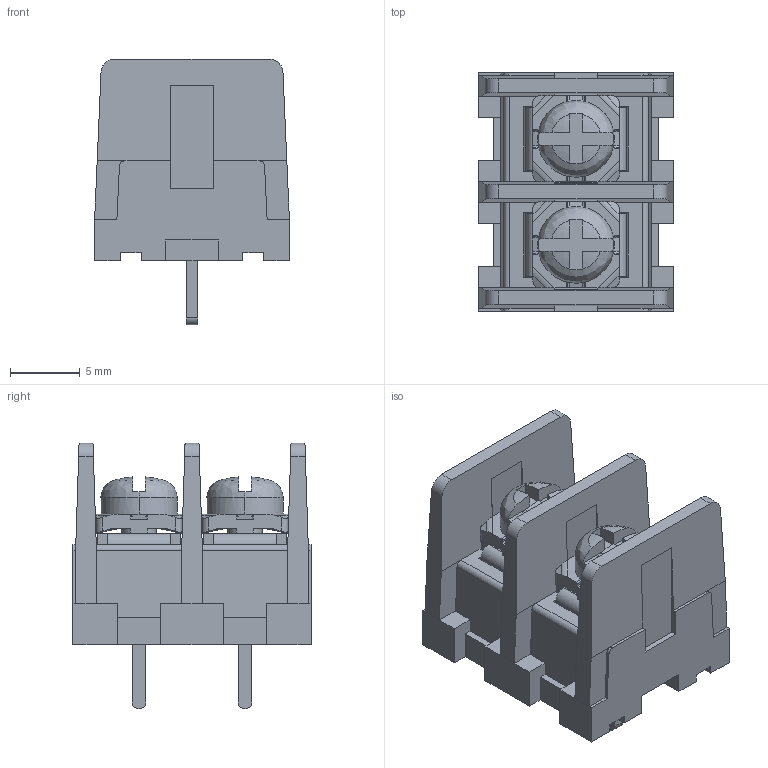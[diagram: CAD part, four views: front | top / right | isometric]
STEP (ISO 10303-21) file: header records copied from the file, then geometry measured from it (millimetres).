
FILE_DESCRIPTION (( 'STEP AP214' ), '1' );
FILE_NAME ('ML-40-S1BYF-2P_Shrinkwrap_1.STEP', '2018-01-24T05:43:58', ( '' ), ( '' ), 'SwSTEP 2.0', 'SolidWorks 2016', '' );
FILE_SCHEMA (( 'AUTOMOTIVE_DESIGN' ));
Length unit declared in the file: millimetre
Products named in the file (1): ML-40-S1BYF-2P_Shrinkwrap_1
Bounding box: 14 x 17.14 x 19.1 mm (x, y, z)
Volume: 1691.7 mm3; surface area: 2769.4 mm2
Topology: 5 solids, 5 shells, 551 faces, 1506 edges, 954 vertices
Faces by surface type: plane 359, cylinder 132, bspline 56, cone 4
Entity records: 20214 total; most frequent: CARTESIAN_POINT 6002, ORIENTED_EDGE 3012, DIRECTION 2444, EDGE_CURVE 1506, LINE 1052, VECTOR 1052, VERTEX_POINT 954, AXIS2_PLACEMENT_3D 696
